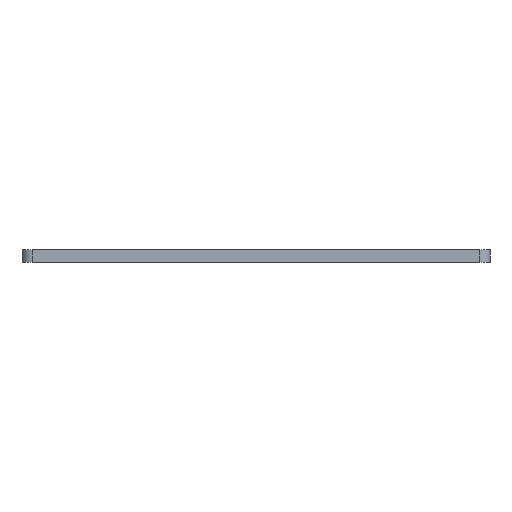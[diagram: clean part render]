
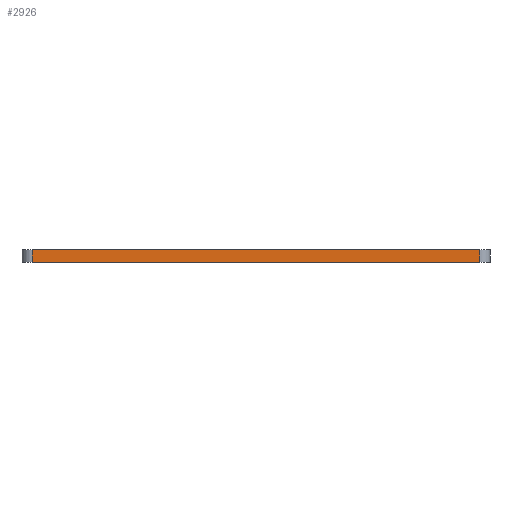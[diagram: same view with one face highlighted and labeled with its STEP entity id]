
A CAD part, left-side view. The second image highlights one B-rep face of the part: STEP entity #2926.
In plain terms, the highlighted planar face has unit normal (-1, 0, 0).
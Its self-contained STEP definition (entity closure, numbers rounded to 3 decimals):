
#63=DIRECTION('',(0.,-1.,0.));
#64=VECTOR('',#63,218.);
#65=CARTESIAN_POINT('',(-165.,109.,0.));
#66=LINE('',#65,#64);
#345=DIRECTION('',(0.,-1.,0.));
#346=VECTOR('',#345,218.);
#347=CARTESIAN_POINT('',(-165.,109.,6.));
#348=LINE('',#347,#346);
#672=DIRECTION('',(0.,0.,-1.));
#673=VECTOR('',#672,6.);
#674=CARTESIAN_POINT('',(-165.,-109.,6.));
#675=LINE('',#674,#673);
#676=DIRECTION('',(0.,0.,-1.));
#677=VECTOR('',#676,6.);
#678=CARTESIAN_POINT('',(-165.,109.,6.));
#679=LINE('',#678,#677);
#1986=CARTESIAN_POINT('',(-165.,-109.,0.));
#1988=VERTEX_POINT('',#1986);
#1989=CARTESIAN_POINT('',(-165.,-109.,6.));
#1990=VERTEX_POINT('',#1989);
#2009=CARTESIAN_POINT('',(-165.,109.,0.));
#2011=VERTEX_POINT('',#2009);
#2015=CARTESIAN_POINT('',(-165.,109.,6.));
#2016=VERTEX_POINT('',#2015);
#2914=CARTESIAN_POINT('',(-165.,114.,0.));
#2915=DIRECTION('',(-1.,0.,0.));
#2916=DIRECTION('',(0.,-1.,0.));
#2917=AXIS2_PLACEMENT_3D('',#2914,#2915,#2916);
#2918=PLANE('',#2917);
#2919=ORIENTED_EDGE('',*,*,#2906,.T.);
#2920=ORIENTED_EDGE('',*,*,#2452,.F.);
#2922=ORIENTED_EDGE('',*,*,#2921,.F.);
#2923=ORIENTED_EDGE('',*,*,#2662,.T.);
#2924=EDGE_LOOP('',(#2919,#2920,#2922,#2923));
#2925=FACE_OUTER_BOUND('',#2924,.F.);
#2926=ADVANCED_FACE('',(#2925),#2918,.T.);
#2452=EDGE_CURVE('',#2011,#1988,#66,.T.);
#2662=EDGE_CURVE('',#2016,#1990,#348,.T.);
#2906=EDGE_CURVE('',#1990,#1988,#675,.T.);
#2921=EDGE_CURVE('',#2016,#2011,#679,.T.);
